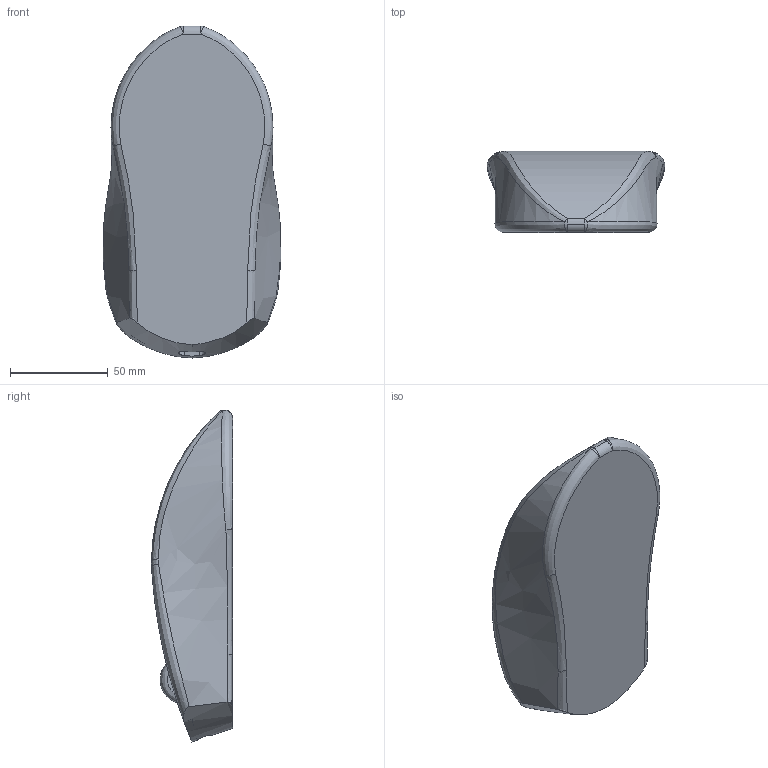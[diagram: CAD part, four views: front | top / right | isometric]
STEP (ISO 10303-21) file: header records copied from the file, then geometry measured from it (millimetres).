
FILE_DESCRIPTION(('FreeCAD Model'),'2;1');
FILE_NAME('Open CASCADE Shape Model','2025-04-30T05:55:49',('FreeCAD'),( 'FreeCAD'),'Open CASCADE STEP processor 7.6','FreeCAD','Unknown');
FILE_SCHEMA(('AUTOMOTIVE_DESIGN { 1 0 10303 214 1 1 1 1 }'));
Length unit declared in the file: millimetre
Products named in the file (1): Open CASCADE STEP translator 7.6 1
Bounding box: 91.18 x 41.53 x 170.14 mm (x, y, z)
Volume: 396200.9 mm3; surface area: 46133.9 mm2
Topology: 2 solids, 2 shells, 138 faces, 359 edges, 236 vertices
Faces by surface type: bspline 138
Entity records: 6345 total; most frequent: CARTESIAN_POINT 4234, ORIENTED_EDGE 718, EDGE_CURVE 359, B_SPLINE_CURVE_WITH_KNOTS 253, VERTEX_POINT 236, FACE_BOUND 153, EDGE_LOOP 153, ADVANCED_FACE 138
